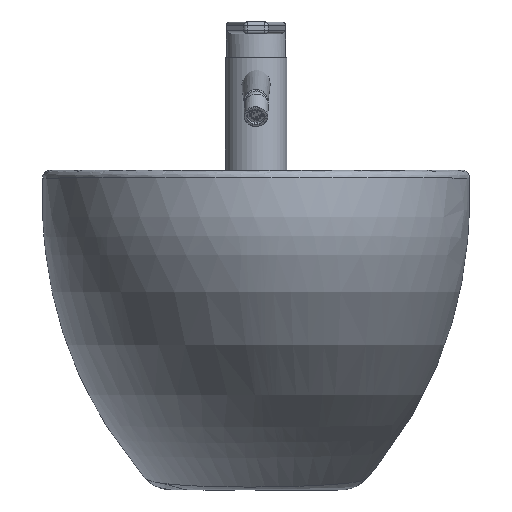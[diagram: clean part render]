
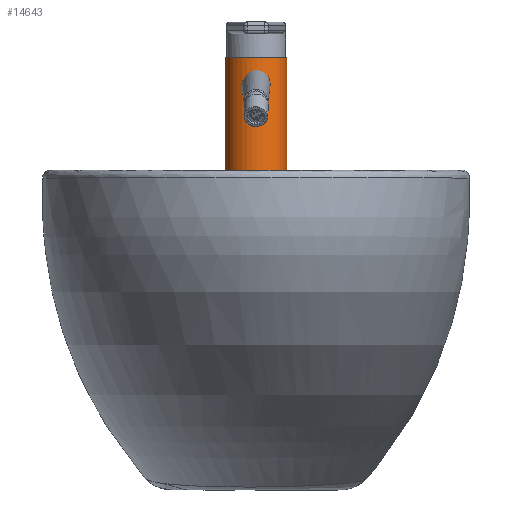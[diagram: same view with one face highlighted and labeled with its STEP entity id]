
A CAD part, front view. The second image highlights one B-rep face of the part: STEP entity #14643.
In plain terms, the highlighted cylindrical face has radius 26 mm (diameter 52 mm), a full revolution.
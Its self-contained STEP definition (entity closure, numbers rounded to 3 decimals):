
#14612=CARTESIAN_POINT('',(26.0,0.,15.0));
#14613=VERTEX_POINT('',#14612);
#14614=CARTESIAN_POINT('',(0.0,0.0,15.0));
#14615=DIRECTION('',(0.0,0.0,1.0));
#14616=DIRECTION('',(-1.0,0.0,0.0));
#14617=AXIS2_PLACEMENT_3D('',#14614,#14615,#14616);
#14618=CIRCLE('',#14617,26.0);
#14619=EDGE_CURVE('',#14613,#14613,#14618,.T.);
#14624=CARTESIAN_POINT('',(0.0,0.0,10.0));
#14625=DIRECTION('',(0.0,0.0,1.0));
#14626=DIRECTION('',(-1.0,0.0,0.0));
#14627=AXIS2_PLACEMENT_3D('',#14624,#14625,#14626);
#14628=CYLINDRICAL_SURFACE('',#14627,26.0);
#14629=ORIENTED_EDGE('',*,*,#14619,.T.);
#14630=EDGE_LOOP('',(#14629));
#14631=FACE_OUTER_BOUND('',#14630,.T.);
#14632=CARTESIAN_POINT('',(26.0,0.,110.0));
#14633=VERTEX_POINT('',#14632);
#14634=CARTESIAN_POINT('',(0.0,0.0,110.0));
#14635=DIRECTION('',(0.0,0.0,-1.0));
#14636=DIRECTION('',(-1.0,0.0,0.0));
#14637=AXIS2_PLACEMENT_3D('',#14634,#14635,#14636);
#14638=CIRCLE('',#14637,26.0);
#14639=EDGE_CURVE('',#14633,#14633,#14638,.T.);
#14640=ORIENTED_EDGE('',*,*,#14639,.T.);
#14641=EDGE_LOOP('',(#14640));
#14642=FACE_BOUND('',#14641,.T.);
#14643=ADVANCED_FACE('',(#14631,#14642),#14628,.T.);
